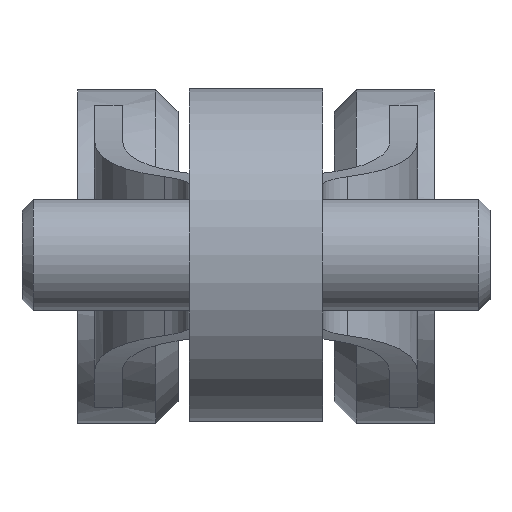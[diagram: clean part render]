
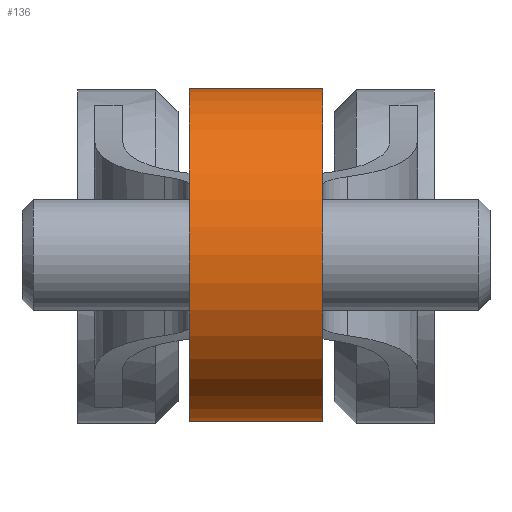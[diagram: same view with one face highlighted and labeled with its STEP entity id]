
A CAD part, top view. The second image highlights one B-rep face of the part: STEP entity #136.
In plain terms, the highlighted cylindrical face has radius 19.05 mm (diameter 38.1 mm), a partial arc.
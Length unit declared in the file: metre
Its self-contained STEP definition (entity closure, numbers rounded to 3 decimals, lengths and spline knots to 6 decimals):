
#136 = ADVANCED_FACE( '', ( #311 ), #312, .T. );
#311 = FACE_OUTER_BOUND( '', #512, .T. );
#312 = CYLINDRICAL_SURFACE( '', #513, 0.01905 );
#512 = EDGE_LOOP( '', ( #838, #839, #840, #841 ) );
#513 = AXIS2_PLACEMENT_3D( '', #842, #843, #844 );
#838 = ORIENTED_EDGE( '', *, *, #1098, .T. );
#839 = ORIENTED_EDGE( '', *, *, #1099, .F. );
#840 = ORIENTED_EDGE( '', *, *, #989, .F. );
#841 = ORIENTED_EDGE( '', *, *, #1027, .T. );
#842 = CARTESIAN_POINT( '', ( 0.00762, 0., 0. ) );
#843 = DIRECTION( '', ( 1., 0., 0. ) );
#844 = DIRECTION( '', ( 0., 0., 1. ) );
#989 = EDGE_CURVE( '', #1149, #1150, #1151, .T. );
#1027 = EDGE_CURVE( '', #1149, #1211, #1213, .T. );
#1098 = EDGE_CURVE( '', #1211, #1322, #1323, .T. );
#1099 = EDGE_CURVE( '', #1150, #1322, #1324, .T. );
#1149 = VERTEX_POINT( '', #1379 );
#1150 = VERTEX_POINT( '', #1380 );
#1151 = CIRCLE( '', #1381, 0.01905 );
#1211 = VERTEX_POINT( '', #1517 );
#1213 = LINE( '', #1519, #1520 );
#1322 = VERTEX_POINT( '', #1778 );
#1323 = CIRCLE( '', #1779, 0.01905 );
#1324 = LINE( '', #1780, #1781 );
#1379 = CARTESIAN_POINT( '', ( 0.00762, 0.017185, -0.008222 ) );
#1380 = CARTESIAN_POINT( '', ( 0.00762, -0.017185, -0.008222 ) );
#1381 = AXIS2_PLACEMENT_3D( '', #1904, #1905, #1906 );
#1517 = CARTESIAN_POINT( '', ( -0.00762, 0.017185, -0.008222 ) );
#1519 = CARTESIAN_POINT( '', ( 0.0381, 0.017185, -0.008222 ) );
#1520 = VECTOR( '', #1959, 1. );
#1778 = CARTESIAN_POINT( '', ( -0.00762, -0.017185, -0.008222 ) );
#1779 = AXIS2_PLACEMENT_3D( '', #2057, #2058, #2059 );
#1780 = CARTESIAN_POINT( '', ( 0.0381, -0.017185, -0.008222 ) );
#1781 = VECTOR( '', #2060, 1. );
#1904 = CARTESIAN_POINT( '', ( 0.00762, 0., 0. ) );
#1905 = DIRECTION( '', ( 1., 0., 0. ) );
#1906 = DIRECTION( '', ( 0., 1., -0.001 ) );
#1959 = DIRECTION( '', ( -1., 0., 0. ) );
#2057 = CARTESIAN_POINT( '', ( -0.00762, 0., 0. ) );
#2058 = DIRECTION( '', ( 1., 0., 0. ) );
#2059 = DIRECTION( '', ( 0., 1., -0.001 ) );
#2060 = DIRECTION( '', ( -1., 0., 0. ) );
